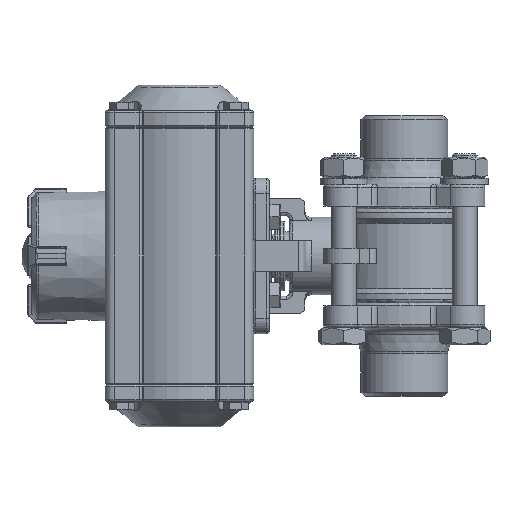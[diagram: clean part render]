
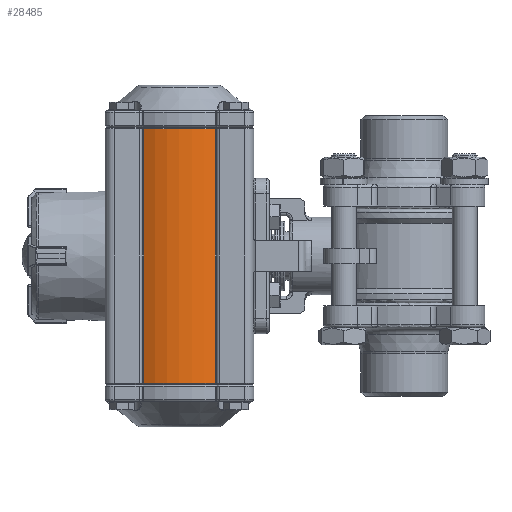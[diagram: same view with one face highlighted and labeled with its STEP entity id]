
A CAD part, left-side view. The second image highlights one B-rep face of the part: STEP entity #28485.
In plain terms, the highlighted cylindrical face has radius 23.7 mm (diameter 47.4 mm), a partial arc.
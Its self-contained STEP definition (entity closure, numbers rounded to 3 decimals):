
#1785=CYLINDRICAL_SURFACE('',#30534,23.7);
#2467=CIRCLE('',#30385,23.7);
#2548=CIRCLE('',#30535,23.7);
#7128=ORIENTED_EDGE('',*,*,#11777,.F.);
#7129=ORIENTED_EDGE('',*,*,#11969,.T.);
#7130=ORIENTED_EDGE('',*,*,#11781,.T.);
#7131=ORIENTED_EDGE('',*,*,#11751,.T.);
#11751=EDGE_CURVE('',#14505,#14500,#2467,.T.);
#11777=EDGE_CURVE('',#14539,#14500,#16208,.T.);
#11781=EDGE_CURVE('',#14540,#14505,#16211,.T.);
#11969=EDGE_CURVE('',#14539,#14540,#2548,.T.);
#14500=VERTEX_POINT('',#59677);
#14505=VERTEX_POINT('',#59688);
#14539=VERTEX_POINT('',#59769);
#14540=VERTEX_POINT('',#59774);
#16208=LINE('',#59770,#17656);
#16211=LINE('',#59777,#17659);
#17656=VECTOR('',#34971,1000.);
#17659=VECTOR('',#34978,1000.);
#19333=EDGE_LOOP('',(#7128,#7129,#7130,#7131));
#21116=FACE_BOUND('',#19333,.T.);
#28485=ADVANCED_FACE('',(#21116),#1785,.T.);
#30385=AXIS2_PLACEMENT_3D('',#59687,#34877,#34878);
#30534=AXIS2_PLACEMENT_3D('',#60396,#35267,#35268);
#30535=AXIS2_PLACEMENT_3D('',#60397,#35269,#35270);
#34877=DIRECTION('',(0.,0.,1.));
#34878=DIRECTION('',(1.,0.,0.));
#34971=DIRECTION('',(0.,0.,-1.));
#34978=DIRECTION('',(0.,0.,-1.));
#35267=DIRECTION('',(0.,0.,-1.));
#35268=DIRECTION('',(-1.,0.,0.));
#35269=DIRECTION('',(0.,0.,-1.));
#35270=DIRECTION('',(1.,0.,0.));
#59677=CARTESIAN_POINT('',(20.693,11.554,-40.9));
#59687=CARTESIAN_POINT('',(0.,0.,-40.9));
#59688=CARTESIAN_POINT('',(20.693,-11.554,-40.9));
#59769=CARTESIAN_POINT('',(20.693,11.554,40.9));
#59770=CARTESIAN_POINT('',(20.693,11.554,41.5));
#59774=CARTESIAN_POINT('',(20.693,-11.554,40.9));
#59777=CARTESIAN_POINT('',(20.693,-11.554,41.5));
#60396=CARTESIAN_POINT('',(0.,0.,41.5));
#60397=CARTESIAN_POINT('',(0.,0.,40.9));
